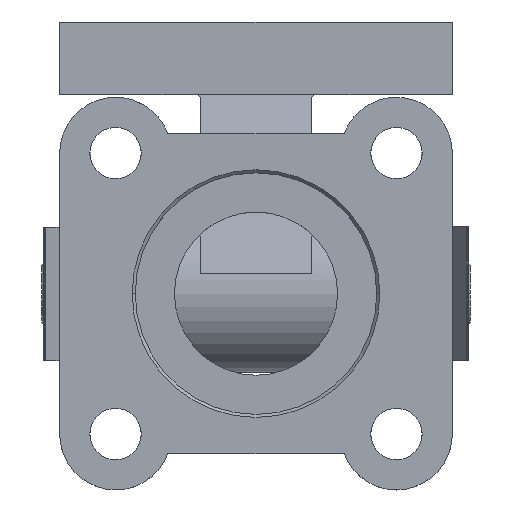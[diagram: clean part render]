
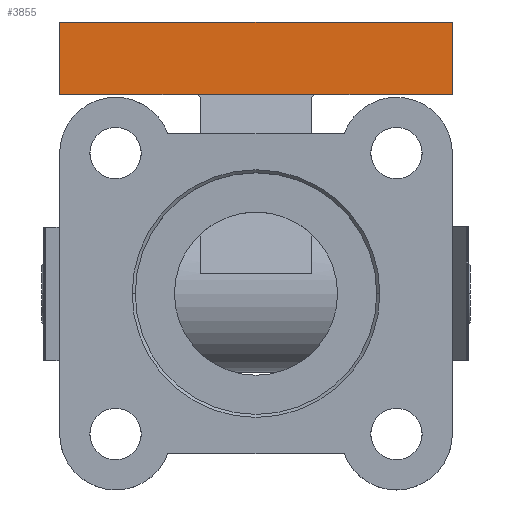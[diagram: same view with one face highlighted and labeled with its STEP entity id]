
A CAD part, top view. The second image highlights one B-rep face of the part: STEP entity #3855.
In plain terms, the highlighted face is planar.
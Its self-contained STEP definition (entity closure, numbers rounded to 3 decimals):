
#265 = ORIENTED_EDGE ( 'NONE', *, *, #5796, .T. ) ;
#270 = ORIENTED_EDGE ( 'NONE', *, *, #5794, .F. ) ;
#298 = ORIENTED_EDGE ( 'NONE', *, *, #5804, .T. ) ;
#591 = ORIENTED_EDGE ( 'NONE', *, *, #5799, .F. ) ;
#633 = ORIENTED_EDGE ( 'NONE', *, *, #5819, .F. ) ;
#688 = ORIENTED_EDGE ( 'NONE', *, *, #5797, .F. ) ;
#724 = VERTEX_POINT ( 'NONE', #845 ) ;
#733 = CARTESIAN_POINT ( 'NONE',  ( 0., 22.75, 12. ) ) ;
#783 = VERTEX_POINT ( 'NONE', #733 ) ;
#845 = CARTESIAN_POINT ( 'NONE',  ( 0., 65., 0. ) ) ;
#1009 = VERTEX_POINT ( 'NONE', #4768 ) ;
#1142 = VERTEX_POINT ( 'NONE', #4423 ) ;
#1173 = VERTEX_POINT ( 'NONE', #4710 ) ;
#1183 = VERTEX_POINT ( 'NONE', #4424 ) ;
#1868 = FACE_OUTER_BOUND ( 'NONE', #5385, .T. ) ;
#3334 = CARTESIAN_POINT ( 'NONE',  ( 0., 0., 0. ) ) ;
#3381 = DIRECTION ( 'NONE',  ( 0., 0., -1. ) ) ;
#3405 = DIRECTION ( 'NONE',  ( 0., 0., -1. ) ) ;
#3428 = CARTESIAN_POINT ( 'NONE',  ( 0., 65., 12. ) ) ;
#3472 = DIRECTION ( 'NONE',  ( 0., -1., 0. ) ) ;
#3527 = CARTESIAN_POINT ( 'NONE',  ( 0., 0., 12. ) ) ;
#3532 = DIRECTION ( 'NONE',  ( 0., -1., 0. ) ) ;
#3595 = DIRECTION ( 'NONE',  ( 0., -1., 0. ) ) ;
#3597 = CARTESIAN_POINT ( 'NONE',  ( 0., 41.75, 12. ) ) ;
#3600 = CARTESIAN_POINT ( 'NONE',  ( 0., 0., 12. ) ) ;
#3648 = DIRECTION ( 'NONE',  ( 0., -1., 0. ) ) ;
#3650 = CARTESIAN_POINT ( 'NONE',  ( 0., 0., 12. ) ) ;
#3855 = ADVANCED_FACE ( 'NONE', ( #1868 ), #4007, .F. ) ;
#4007 = PLANE ( 'NONE',  #6216 ) ;
#4018 = CARTESIAN_POINT ( 'NONE',  ( 0., 0., 12. ) ) ;
#4026 = DIRECTION ( 'NONE',  ( 1., 0., 0. ) ) ;
#4035 = DIRECTION ( 'NONE',  ( 0., 0., -1. ) ) ;
#4423 = CARTESIAN_POINT ( 'NONE',  ( 0., 42.25, 12. ) ) ;
#4424 = CARTESIAN_POINT ( 'NONE',  ( 0., 65., 12. ) ) ;
#4710 = CARTESIAN_POINT ( 'NONE',  ( 0., 0., 0. ) ) ;
#4768 = CARTESIAN_POINT ( 'NONE',  ( 0., 0., 12. ) ) ;
#5385 = EDGE_LOOP ( 'NONE', ( #265, #688, #633, #270, #591, #298 ) ) ;
#5657 = LINE ( 'NONE', #3527, #5675 ) ;
#5663 = LINE ( 'NONE', #3600, #5691 ) ;
#5671 = LINE ( 'NONE', #3597, #5672 ) ;
#5672 = VECTOR ( 'NONE', #3532, 1000. ) ;
#5673 = LINE ( 'NONE', #3334, #5674 ) ;
#5674 = VECTOR ( 'NONE', #3648, 1000. ) ;
#5675 = VECTOR ( 'NONE', #3381, 1000. ) ;
#5676 = LINE ( 'NONE', #3428, #5679 ) ;
#5677 = LINE ( 'NONE', #3650, #5678 ) ;
#5678 = VECTOR ( 'NONE', #3472, 1000. ) ;
#5679 = VECTOR ( 'NONE', #3405, 1000. ) ;
#5691 = VECTOR ( 'NONE', #3595, 1000. ) ;
#5794 = EDGE_CURVE ( 'NONE', #1142, #783, #5671, .T. ) ;
#5796 = EDGE_CURVE ( 'NONE', #724, #1173, #5673, .T. ) ;
#5797 = EDGE_CURVE ( 'NONE', #1009, #1173, #5657, .T. ) ;
#5799 = EDGE_CURVE ( 'NONE', #1183, #1142, #5677, .T. ) ;
#5804 = EDGE_CURVE ( 'NONE', #1183, #724, #5676, .T. ) ;
#5819 = EDGE_CURVE ( 'NONE', #783, #1009, #5663, .T. ) ;
#6216 = AXIS2_PLACEMENT_3D ( 'NONE', #4018, #4026, #4035 ) ;
